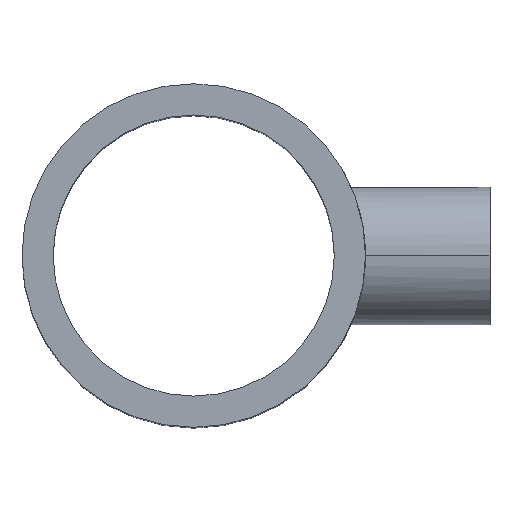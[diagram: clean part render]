
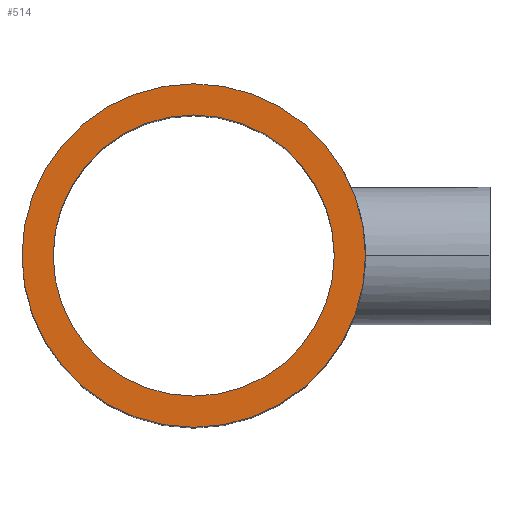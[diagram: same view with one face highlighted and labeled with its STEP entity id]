
A CAD part, top view. The second image highlights one B-rep face of the part: STEP entity #514.
In plain terms, the highlighted planar face has unit normal (0, 0, 1).
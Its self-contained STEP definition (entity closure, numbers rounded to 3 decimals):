
#2 = CIRCLE ( 'NONE', #561, 200. ) ;
#35 = ORIENTED_EDGE ( 'NONE', *, *, #309, .F. ) ;
#39 = VERTEX_POINT ( 'NONE', #53 ) ;
#53 = CARTESIAN_POINT ( 'NONE',  ( 163.7, 0., 308.5 ) ) ;
#55 = DIRECTION ( 'NONE',  ( 0., 0., 1. ) ) ;
#58 = AXIS2_PLACEMENT_3D ( 'NONE', #275, #70, #568 ) ;
#70 = DIRECTION ( 'NONE',  ( 0., 0., 1. ) ) ;
#72 = DIRECTION ( 'NONE',  ( 1., 0., 0. ) ) ;
#78 = FACE_OUTER_BOUND ( 'NONE', #90, .T. ) ;
#90 = EDGE_LOOP ( 'NONE', ( #379, #502 ) ) ;
#120 = DIRECTION ( 'NONE',  ( 1., 0., 0. ) ) ;
#129 = DIRECTION ( 'NONE',  ( 1., 0., 0. ) ) ;
#201 = EDGE_LOOP ( 'NONE', ( #421, #35 ) ) ;
#226 = FACE_BOUND ( 'NONE', #201, .T. ) ;
#254 = VERTEX_POINT ( 'NONE', #665 ) ;
#275 = CARTESIAN_POINT ( 'NONE',  ( 0., 0., 308.5 ) ) ;
#276 = CIRCLE ( 'NONE', #443, 163.7 ) ;
#289 = AXIS2_PLACEMENT_3D ( 'NONE', #569, #576, #129 ) ;
#301 = CIRCLE ( 'NONE', #639, 200. ) ;
#309 = EDGE_CURVE ( 'NONE', #39, #656, #378, .T. ) ;
#369 = VERTEX_POINT ( 'NONE', #693 ) ;
#378 = CIRCLE ( 'NONE', #58, 163.7 ) ;
#379 = ORIENTED_EDGE ( 'NONE', *, *, #685, .T. ) ;
#412 = EDGE_CURVE ( 'NONE', #656, #39, #276, .T. ) ;
#419 = DIRECTION ( 'NONE',  ( 0., 0., 1. ) ) ;
#421 = ORIENTED_EDGE ( 'NONE', *, *, #412, .F. ) ;
#422 = CARTESIAN_POINT ( 'NONE',  ( 0., 0., 308.5 ) ) ;
#443 = AXIS2_PLACEMENT_3D ( 'NONE', #617, #55, #120 ) ;
#502 = ORIENTED_EDGE ( 'NONE', *, *, #591, .T. ) ;
#506 = PLANE ( 'NONE',  #289 ) ;
#514 = ADVANCED_FACE ( 'NONE', ( #78, #226 ), #506, .T. ) ;
#561 = AXIS2_PLACEMENT_3D ( 'NONE', #580, #566, #72 ) ;
#566 = DIRECTION ( 'NONE',  ( 0., 0., 1. ) ) ;
#568 = DIRECTION ( 'NONE',  ( 1., 0., 0. ) ) ;
#569 = CARTESIAN_POINT ( 'NONE',  ( 0., 0., 308.5 ) ) ;
#576 = DIRECTION ( 'NONE',  ( 0., 0., 1. ) ) ;
#580 = CARTESIAN_POINT ( 'NONE',  ( 0., 0., 308.5 ) ) ;
#591 = EDGE_CURVE ( 'NONE', #369, #254, #2, .T. ) ;
#595 = DIRECTION ( 'NONE',  ( 1., 0., 0. ) ) ;
#617 = CARTESIAN_POINT ( 'NONE',  ( 0., 0., 308.5 ) ) ;
#637 = CARTESIAN_POINT ( 'NONE',  ( -163.7, 0., 308.5 ) ) ;
#639 = AXIS2_PLACEMENT_3D ( 'NONE', #422, #419, #595 ) ;
#656 = VERTEX_POINT ( 'NONE', #637 ) ;
#665 = CARTESIAN_POINT ( 'NONE',  ( -200., 0., 308.5 ) ) ;
#685 = EDGE_CURVE ( 'NONE', #254, #369, #301, .T. ) ;
#693 = CARTESIAN_POINT ( 'NONE',  ( 200., 0., 308.5 ) ) ;
